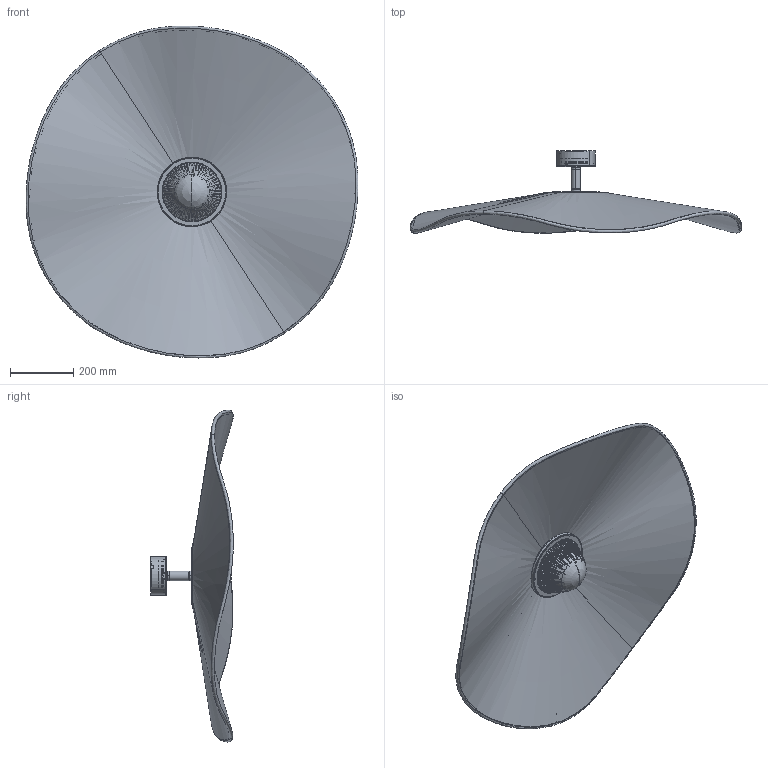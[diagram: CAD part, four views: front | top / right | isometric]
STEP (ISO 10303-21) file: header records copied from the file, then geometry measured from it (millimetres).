
FILE_DESCRIPTION (( 'STEP AP203' ), '1' );
FILE_NAME ('MEDITERRANIA PF-105-01 definitivo.STEP', '2021-02-05T11:59:20', ( '' ), ( '' ), 'SwSTEP 2.0', 'SolidWorks 2019', '' );
FILE_SCHEMA (( 'CONFIG_CONTROL_DESIGN' ));
Length unit declared in the file: millimetre
Products named in the file (16): 338-101; 338-128; 338-102; 303-102; D934-M3A2; D913-46A2; SUB338-031_MEDITERRANIA PF-105; 338-02; 914-186; 338-112; 338-108; MEDITERRANIA PF-105-01 definitivo; 338-150; 338-126; 338-156; 338-113
Assembly tree (25 placements, depth 3):
  MEDITERRANIA PF-105-01 definitivo
    SUB338-031_MEDITERRANIA PF-105
      338-113
      338-101  x2
      338-112
      338-102
      338-128  x3
      338-108  x3
      D934-M3A2  x3
    338-126
    303-102
    338-150
    338-02
    338-156  x2
    914-186
    D913-46A2  x3
Bounding box: 1047.05 x 260.1 x 1047.05 mm (x, y, z)
Volume: 9680573.3 mm3; surface area: 2444887.9 mm2
Topology: 36 solids, 37 shells, 2589 faces, 6197 edges, 3682 vertices
Faces by surface type: bspline 1589, cylinder 401, plane 375, cone 220, torus 4
Entity records: 456447 total; most frequent: CARTESIAN_POINT 409670, ORIENTED_EDGE 11492, DIRECTION 6264, EDGE_CURVE 5746, VERTEX_POINT 3440, B_SPLINE_CURVE_WITH_KNOTS 2632, AXIS2_PLACEMENT_3D 2589, EDGE_LOOP 2534
